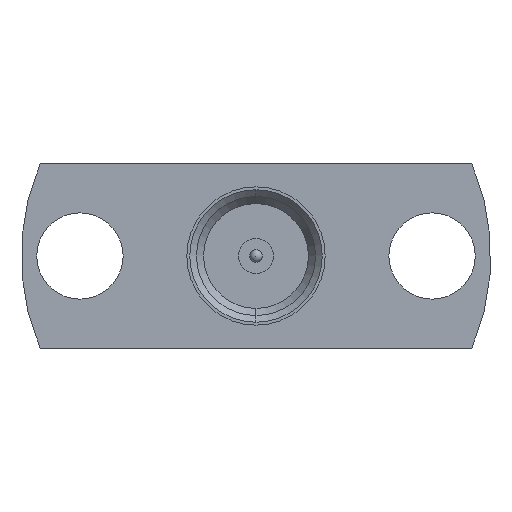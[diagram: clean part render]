
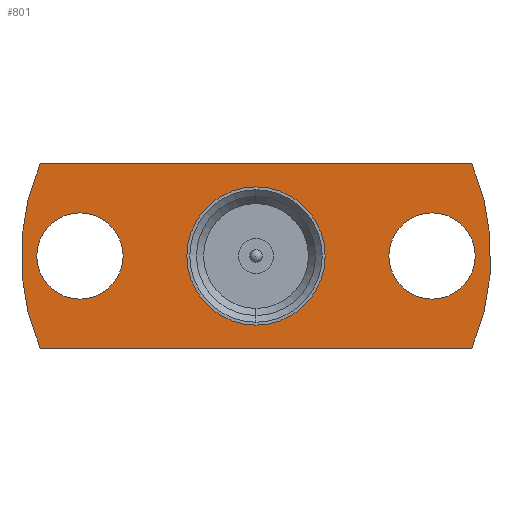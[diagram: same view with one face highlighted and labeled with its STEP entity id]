
A CAD part, left-side view. The second image highlights one B-rep face of the part: STEP entity #801.
In plain terms, the highlighted planar face has unit normal (-1, 0, 0).
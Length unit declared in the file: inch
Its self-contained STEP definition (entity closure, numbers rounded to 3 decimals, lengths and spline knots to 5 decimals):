
#13 = CARTESIAN_POINT ( 'NONE',  ( 0.25, -0.21, -0.0515 ) ) ;
#40 = CARTESIAN_POINT ( 'NONE',  ( 0.25, 0.21, 0. ) ) ;
#52 = EDGE_CURVE ( 'NONE', #562, #486, #941, .T. ) ;
#56 = CARTESIAN_POINT ( 'NONE',  ( 0.25, 0., 0. ) ) ;
#57 = CARTESIAN_POINT ( 'NONE',  ( 0.25, -0.21, 0.0515 ) ) ;
#140 = DIRECTION ( 'NONE',  ( -1., 0., 0. ) ) ;
#183 = AXIS2_PLACEMENT_3D ( 'NONE', #647, #653, #439 ) ;
#193 = FACE_BOUND ( 'NONE', #290, .T. ) ;
#195 = ORIENTED_EDGE ( 'NONE', *, *, #556, .T. ) ;
#209 = VERTEX_POINT ( 'NONE', #232 ) ;
#212 = DIRECTION ( 'NONE',  ( -1., 0., 0. ) ) ;
#218 = DIRECTION ( 'NONE',  ( 0., 0., 1. ) ) ;
#232 = CARTESIAN_POINT ( 'NONE',  ( 0.25, 0., -0.0825 ) ) ;
#240 = EDGE_CURVE ( 'NONE', #1122, #908, #918, .T. ) ;
#257 = DIRECTION ( 'NONE',  ( 0., 1., 0. ) ) ;
#276 = ORIENTED_EDGE ( 'NONE', *, *, #1312, .F. ) ;
#281 = EDGE_CURVE ( 'NONE', #908, #1122, #1330, .T. ) ;
#290 = EDGE_LOOP ( 'NONE', ( #811, #582 ) ) ;
#303 = ORIENTED_EDGE ( 'NONE', *, *, #281, .F. ) ;
#309 = FACE_OUTER_BOUND ( 'NONE', #570, .T. ) ;
#317 = AXIS2_PLACEMENT_3D ( 'NONE', #1115, #1332, #565 ) ;
#325 = VECTOR ( 'NONE', #1116, 39.37008 ) ;
#332 = CARTESIAN_POINT ( 'NONE',  ( 0.25, 0.21, -0.0515 ) ) ;
#334 = CARTESIAN_POINT ( 'NONE',  ( 0.25, -0.21, 0. ) ) ;
#397 = DIRECTION ( 'NONE',  ( 1., 0., 0. ) ) ;
#398 = ORIENTED_EDGE ( 'NONE', *, *, #619, .T. ) ;
#439 = DIRECTION ( 'NONE',  ( 0., 0., -1. ) ) ;
#463 = ORIENTED_EDGE ( 'NONE', *, *, #488, .F. ) ;
#466 = CARTESIAN_POINT ( 'NONE',  ( 0.25, -0.28, -0.11 ) ) ;
#480 = DIRECTION ( 'NONE',  ( 1., 0., 0. ) ) ;
#486 = VERTEX_POINT ( 'NONE', #13 ) ;
#488 = EDGE_CURVE ( 'NONE', #524, #209, #1014, .T. ) ;
#491 = CARTESIAN_POINT ( 'NONE',  ( 0.25, -0.25749, -0.11 ) ) ;
#506 = AXIS2_PLACEMENT_3D ( 'NONE', #334, #212, #218 ) ;
#509 = AXIS2_PLACEMENT_3D ( 'NONE', #909, #140, #571 ) ;
#516 = DIRECTION ( 'NONE',  ( 0., 0., -1. ) ) ;
#524 = VERTEX_POINT ( 'NONE', #955 ) ;
#556 = EDGE_CURVE ( 'NONE', #574, #751, #700, .T. ) ;
#559 = DIRECTION ( 'NONE',  ( 1., 0., 0. ) ) ;
#562 = VERTEX_POINT ( 'NONE', #57 ) ;
#565 = DIRECTION ( 'NONE',  ( 0., 0., 1. ) ) ;
#566 = AXIS2_PLACEMENT_3D ( 'NONE', #1377, #397, #830 ) ;
#570 = EDGE_LOOP ( 'NONE', ( #1117, #195, #1144, #398 ) ) ;
#571 = DIRECTION ( 'NONE',  ( 0., 0., 1. ) ) ;
#574 = VERTEX_POINT ( 'NONE', #674 ) ;
#575 = AXIS2_PLACEMENT_3D ( 'NONE', #1166, #758, #516 ) ;
#582 = ORIENTED_EDGE ( 'NONE', *, *, #1043, .F. ) ;
#599 = ORIENTED_EDGE ( 'NONE', *, *, #240, .F. ) ;
#615 = PLANE ( 'NONE',  #566 ) ;
#619 = EDGE_CURVE ( 'NONE', #891, #685, #1010, .T. ) ;
#634 = EDGE_LOOP ( 'NONE', ( #463, #276 ) ) ;
#647 = CARTESIAN_POINT ( 'NONE',  ( 0.25, 0., 0. ) ) ;
#653 = DIRECTION ( 'NONE',  ( -1., 0., 0. ) ) ;
#674 = CARTESIAN_POINT ( 'NONE',  ( 0.25, 0.25749, -0.11 ) ) ;
#675 = CIRCLE ( 'NONE', #1095, 0.28 ) ;
#685 = VERTEX_POINT ( 'NONE', #815 ) ;
#700 = LINE ( 'NONE', #466, #325 ) ;
#751 = VERTEX_POINT ( 'NONE', #491 ) ;
#758 = DIRECTION ( 'NONE',  ( -1., 0., 0. ) ) ;
#801 = ADVANCED_FACE ( 'NONE', ( #1284, #193, #942, #309 ), #615, .F. ) ;
#811 = ORIENTED_EDGE ( 'NONE', *, *, #52, .F. ) ;
#815 = CARTESIAN_POINT ( 'NONE',  ( 0.25, 0.25749, 0.11 ) ) ;
#830 = DIRECTION ( 'NONE',  ( 0., 1., 0. ) ) ;
#853 = EDGE_LOOP ( 'NONE', ( #599, #303 ) ) ;
#881 = CIRCLE ( 'NONE', #1249, 0.28 ) ;
#891 = VERTEX_POINT ( 'NONE', #1074 ) ;
#908 = VERTEX_POINT ( 'NONE', #332 ) ;
#909 = CARTESIAN_POINT ( 'NONE',  ( 0.25, 0.21, 0. ) ) ;
#917 = DIRECTION ( 'NONE',  ( 0., 0., -1. ) ) ;
#918 = CIRCLE ( 'NONE', #1198, 0.0515 ) ;
#941 = CIRCLE ( 'NONE', #506, 0.0515 ) ;
#942 = FACE_BOUND ( 'NONE', #634, .T. ) ;
#955 = CARTESIAN_POINT ( 'NONE',  ( 0.25, 0., 0.0825 ) ) ;
#981 = DIRECTION ( 'NONE',  ( 0., 0., -1. ) ) ;
#1010 = LINE ( 'NONE', #1343, #1392 ) ;
#1014 = CIRCLE ( 'NONE', #575, 0.0825 ) ;
#1031 = CARTESIAN_POINT ( 'NONE',  ( 0.25, 0.21, 0.0515 ) ) ;
#1042 = CARTESIAN_POINT ( 'NONE',  ( 0.25, 0., 0. ) ) ;
#1043 = EDGE_CURVE ( 'NONE', #486, #562, #1135, .T. ) ;
#1074 = CARTESIAN_POINT ( 'NONE',  ( 0.25, -0.25749, 0.11 ) ) ;
#1095 = AXIS2_PLACEMENT_3D ( 'NONE', #56, #480, #917 ) ;
#1099 = DIRECTION ( 'NONE',  ( -1., 0., 0. ) ) ;
#1115 = CARTESIAN_POINT ( 'NONE',  ( 0.25, -0.21, 0. ) ) ;
#1116 = DIRECTION ( 'NONE',  ( 0., -1., 0. ) ) ;
#1117 = ORIENTED_EDGE ( 'NONE', *, *, #1128, .F. ) ;
#1122 = VERTEX_POINT ( 'NONE', #1031 ) ;
#1128 = EDGE_CURVE ( 'NONE', #574, #685, #675, .T. ) ;
#1135 = CIRCLE ( 'NONE', #317, 0.0515 ) ;
#1144 = ORIENTED_EDGE ( 'NONE', *, *, #1247, .F. ) ;
#1154 = CIRCLE ( 'NONE', #183, 0.0825 ) ;
#1166 = CARTESIAN_POINT ( 'NONE',  ( 0.25, 0., 0. ) ) ;
#1198 = AXIS2_PLACEMENT_3D ( 'NONE', #40, #1099, #1319 ) ;
#1247 = EDGE_CURVE ( 'NONE', #891, #751, #881, .T. ) ;
#1249 = AXIS2_PLACEMENT_3D ( 'NONE', #1042, #559, #981 ) ;
#1284 = FACE_BOUND ( 'NONE', #853, .T. ) ;
#1312 = EDGE_CURVE ( 'NONE', #209, #524, #1154, .T. ) ;
#1319 = DIRECTION ( 'NONE',  ( 0., 0., 1. ) ) ;
#1330 = CIRCLE ( 'NONE', #509, 0.0515 ) ;
#1332 = DIRECTION ( 'NONE',  ( -1., 0., 0. ) ) ;
#1343 = CARTESIAN_POINT ( 'NONE',  ( 0.25, -0.28, 0.11 ) ) ;
#1377 = CARTESIAN_POINT ( 'NONE',  ( 0.25, 0., 0. ) ) ;
#1392 = VECTOR ( 'NONE', #257, 39.37008 ) ;
